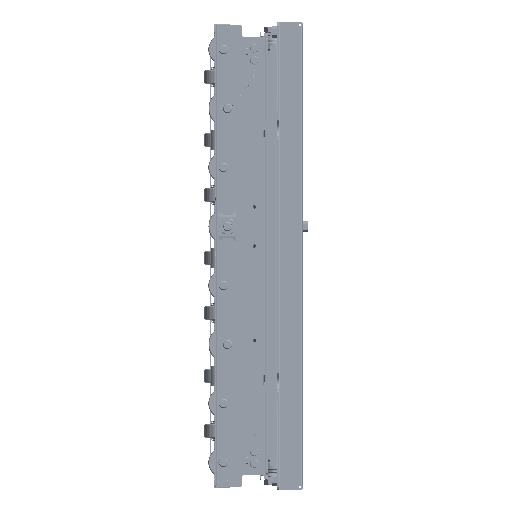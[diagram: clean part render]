
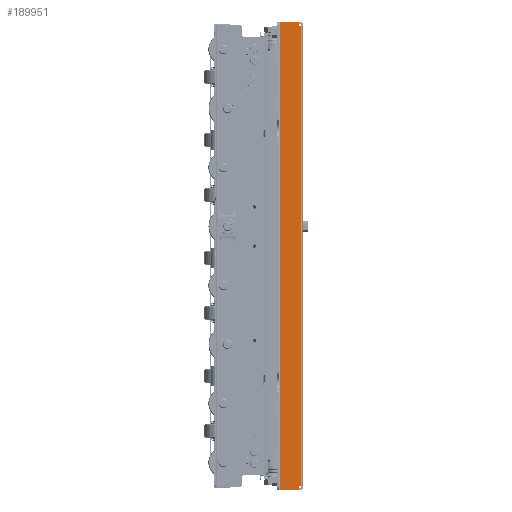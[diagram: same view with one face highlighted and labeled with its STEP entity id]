
A CAD part, left-side view. The second image highlights one B-rep face of the part: STEP entity #189951.
In plain terms, the highlighted planar face has unit normal (-1, 0, 0).
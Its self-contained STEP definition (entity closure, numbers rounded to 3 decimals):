
#12461=PLANE('',#205690);
#18956=FACE_OUTER_BOUND('',#31492,.T.);
#31492=EDGE_LOOP('',(#141582,#141583,#141584,#141585,#141586,#141587,#141588,
#141589));
#49563=LINE('',#301235,#61370);
#49611=LINE('',#301364,#61418);
#49645=LINE('',#301454,#61452);
#49651=LINE('',#301471,#61458);
#49915=LINE('',#302306,#61722);
#49958=LINE('',#302465,#61765);
#49960=LINE('',#302473,#61767);
#49961=LINE('',#302476,#61768);
#61370=VECTOR('',#240275,24.4);
#61418=VECTOR('',#240381,24.4);
#61452=VECTOR('',#240461,2.3);
#61458=VECTOR('',#240475,2.3);
#61722=VECTOR('',#241355,4.6);
#61765=VECTOR('',#241564,4.6);
#61767=VECTOR('',#241578,595.);
#61768=VECTOR('',#241583,585.8);
#86004=VERTEX_POINT('',#301232);
#86005=VERTEX_POINT('',#301234);
#86056=VERTEX_POINT('',#301361);
#86057=VERTEX_POINT('',#301363);
#86089=VERTEX_POINT('',#301451);
#86090=VERTEX_POINT('',#301453);
#86094=VERTEX_POINT('',#301462);
#86097=VERTEX_POINT('',#301469);
#106798=EDGE_CURVE('',#86004,#86005,#49563,.T.);
#106864=EDGE_CURVE('',#86056,#86057,#49611,.T.);
#106911=EDGE_CURVE('',#86090,#86089,#49645,.T.);
#106920=EDGE_CURVE('',#86094,#86097,#49651,.T.);
#107331=EDGE_CURVE('',#86004,#86090,#49915,.T.);
#107400=EDGE_CURVE('',#86097,#86057,#49958,.T.);
#107402=EDGE_CURVE('',#86056,#86005,#49960,.T.);
#107403=EDGE_CURVE('',#86094,#86089,#49961,.T.);
#141582=ORIENTED_EDGE('',*,*,#106911,.T.);
#141583=ORIENTED_EDGE('',*,*,#107403,.F.);
#141584=ORIENTED_EDGE('',*,*,#106920,.T.);
#141585=ORIENTED_EDGE('',*,*,#107400,.T.);
#141586=ORIENTED_EDGE('',*,*,#106864,.F.);
#141587=ORIENTED_EDGE('',*,*,#107402,.T.);
#141588=ORIENTED_EDGE('',*,*,#106798,.F.);
#141589=ORIENTED_EDGE('',*,*,#107331,.T.);
#189951=ADVANCED_FACE('',(#18956),#12461,.T.);
#205690=AXIS2_PLACEMENT_3D('',#302475,#241581,#241582);
#240275=DIRECTION('',(0.,1.,0.));
#240381=DIRECTION('',(0.,-1.,0.));
#240461=DIRECTION('',(0.,-1.,0.));
#240475=DIRECTION('',(0.,1.,0.));
#241355=DIRECTION('',(0.,0.,1.));
#241564=DIRECTION('',(0.,0.,1.));
#241578=DIRECTION('',(0.,0.,-1.));
#241581=DIRECTION('center_axis',(-1.,0.,0.));
#241582=DIRECTION('ref_axis',(0.,1.,0.));
#241583=DIRECTION('',(0.,0.,-1.));
#301232=CARTESIAN_POINT('',(-340.598,-22.405,-297.5));
#301234=CARTESIAN_POINT('',(-340.598,1.995,-297.5));
#301235=CARTESIAN_POINT('',(-340.598,1.995,-297.5));
#301361=CARTESIAN_POINT('',(-340.598,1.995,297.5));
#301363=CARTESIAN_POINT('',(-340.598,-22.405,297.5));
#301364=CARTESIAN_POINT('',(-340.598,1.995,297.5));
#301451=CARTESIAN_POINT('',(-340.598,-24.705,-292.9));
#301453=CARTESIAN_POINT('',(-340.598,-22.405,-292.9));
#301454=CARTESIAN_POINT('',(-340.598,-25.855,-292.9));
#301462=CARTESIAN_POINT('',(-340.598,-24.705,292.9));
#301469=CARTESIAN_POINT('',(-340.598,-22.405,292.9));
#301471=CARTESIAN_POINT('',(-340.598,-23.555,292.9));
#302306=CARTESIAN_POINT('',(-340.598,-22.405,2.3));
#302465=CARTESIAN_POINT('',(-340.598,-22.405,297.5));
#302473=CARTESIAN_POINT('',(-340.598,1.995,297.5));
#302475=CARTESIAN_POINT('Origin',(-340.598,-24.705,297.5));
#302476=CARTESIAN_POINT('',(-340.598,-24.705,297.5));
